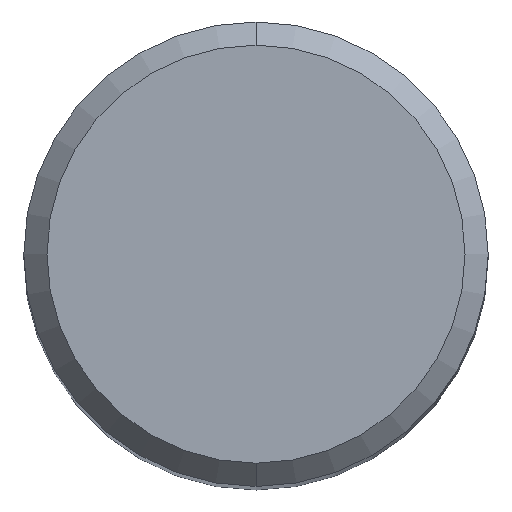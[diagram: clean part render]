
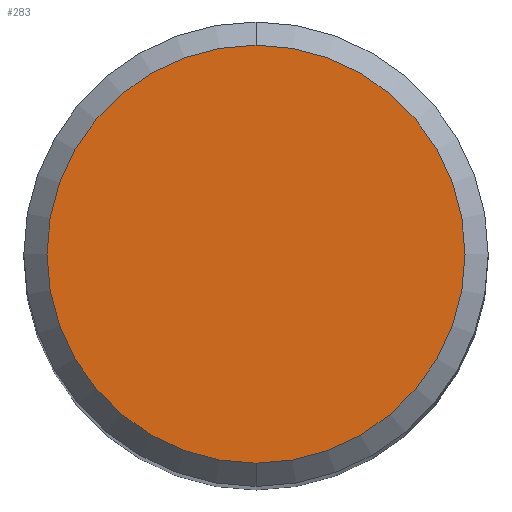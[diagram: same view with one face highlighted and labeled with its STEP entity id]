
A CAD part, top view. The second image highlights one B-rep face of the part: STEP entity #283.
In plain terms, the highlighted planar face has unit normal (0, 0, 1).
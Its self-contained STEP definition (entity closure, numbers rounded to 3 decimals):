
#201=EDGE_CURVE('',#323,#311,#510,.T.);
#283=ADVANCED_FACE('',(#598),#599,.T.);
#311=VERTEX_POINT('',#629);
#323=VERTEX_POINT('',#644);
#455=EDGE_CURVE('',#311,#323,#791,.T.);
#510=CIRCLE('',#905,5.4);
#598=FACE_OUTER_BOUND('',#1073,.T.);
#599=PLANE('',#1074);
#629=CARTESIAN_POINT('',(0.0,5.4,0.0));
#644=CARTESIAN_POINT('',(0.,-5.4,0.0));
#791=CIRCLE('',#1485,5.4);
#905=AXIS2_PLACEMENT_3D('',#1534,#1535,#1536);
#1073=EDGE_LOOP('',(#1615,#1616));
#1074=AXIS2_PLACEMENT_3D('',#1617,#1618,#1619);
#1485=AXIS2_PLACEMENT_3D('',#1856,#1857,#1858);
#1534=CARTESIAN_POINT('',(0.0,0.0,0.0));
#1535=DIRECTION('',(0.0,0.0,-1.0));
#1536=DIRECTION('',(0.0,1.0,0.0));
#1615=ORIENTED_EDGE('',*,*,#455,.F.);
#1616=ORIENTED_EDGE('',*,*,#201,.F.);
#1617=CARTESIAN_POINT('',(0.0,2.7,0.0));
#1618=DIRECTION('',(-0.0,0.0,1.0));
#1619=DIRECTION('',(0.0,-1.0,0.0));
#1856=CARTESIAN_POINT('',(0.0,0.0,0.0));
#1857=DIRECTION('',(0.0,0.0,-1.0));
#1858=DIRECTION('',(0.0,1.0,0.0));
